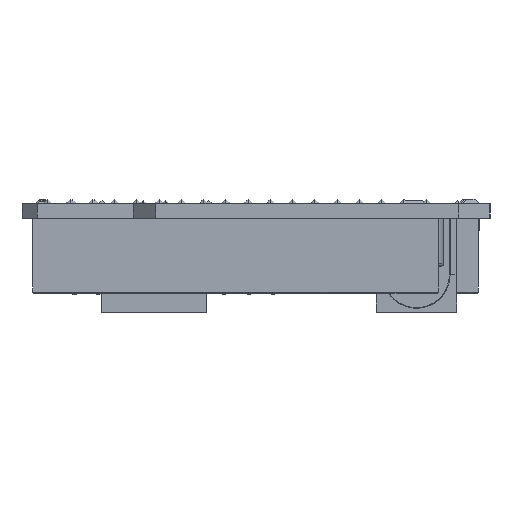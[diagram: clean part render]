
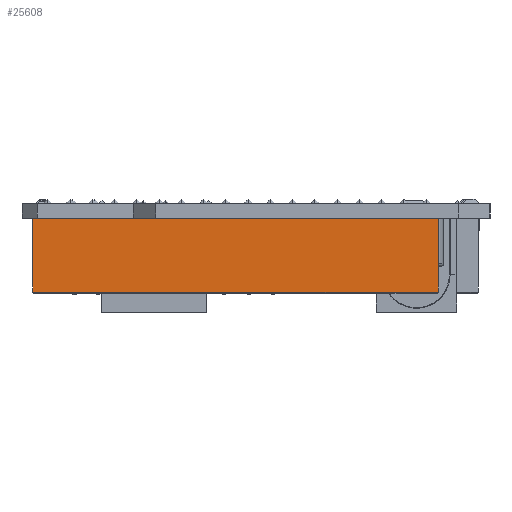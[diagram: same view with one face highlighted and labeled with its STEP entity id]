
A CAD part, left-side view. The second image highlights one B-rep face of the part: STEP entity #25608.
In plain terms, the highlighted planar face has unit normal (-1, 0, 0).
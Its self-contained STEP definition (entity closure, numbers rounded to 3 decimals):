
#2083 = LINE ( 'NONE', #28411, #22516 ) ;
#3925 = ORIENTED_EDGE ( 'NONE', *, *, #30414, .T. ) ;
#4653 = VERTEX_POINT ( 'NONE', #6091 ) ;
#6091 = CARTESIAN_POINT ( 'NONE',  ( -46.736, 25.492, 0. ) ) ;
#6510 = ORIENTED_EDGE ( 'NONE', *, *, #16647, .T. ) ;
#8033 = AXIS2_PLACEMENT_3D ( 'NONE', #24788, #17012, #48084 ) ;
#9249 = DIRECTION ( 'NONE',  ( 0., 0., 1. ) ) ;
#10053 = VERTEX_POINT ( 'NONE', #34980 ) ;
#13014 = PLANE ( 'NONE',  #8033 ) ;
#14023 = VECTOR ( 'NONE', #9249, 1000. ) ;
#14921 = CARTESIAN_POINT ( 'NONE',  ( -46.736, -20.787, -8.433 ) ) ;
#14969 = EDGE_LOOP ( 'NONE', ( #38456, #6510, #3925, #33346 ) ) ;
#16647 = EDGE_CURVE ( 'NONE', #10053, #31556, #34788, .T. ) ;
#17012 = DIRECTION ( 'NONE',  ( 1., 0., 0. ) ) ;
#17995 = DIRECTION ( 'NONE',  ( 0., 1., 0. ) ) ;
#22516 = VECTOR ( 'NONE', #40450, 1000. ) ;
#23957 = VECTOR ( 'NONE', #46552, 1000. ) ;
#24788 = CARTESIAN_POINT ( 'NONE',  ( -46.736, 25.492, -8.56 ) ) ;
#25608 = ADVANCED_FACE ( 'NONE', ( #47092 ), #13014, .F. ) ;
#25917 = EDGE_CURVE ( 'NONE', #10053, #4653, #2083, .T. ) ;
#28296 = LINE ( 'NONE', #43605, #14023 ) ;
#28395 = VECTOR ( 'NONE', #17995, 1000. ) ;
#28411 = CARTESIAN_POINT ( 'NONE',  ( -46.736, 25.492, -8.56 ) ) ;
#30414 = EDGE_CURVE ( 'NONE', #31556, #49382, #28296, .T. ) ;
#30533 = EDGE_CURVE ( 'NONE', #49382, #4653, #36585, .T. ) ;
#31556 = VERTEX_POINT ( 'NONE', #14921 ) ;
#33346 = ORIENTED_EDGE ( 'NONE', *, *, #30533, .T. ) ;
#34788 = LINE ( 'NONE', #43046, #23957 ) ;
#34980 = CARTESIAN_POINT ( 'NONE',  ( -46.736, 25.492, -8.433 ) ) ;
#36585 = LINE ( 'NONE', #44338, #28395 ) ;
#37909 = CARTESIAN_POINT ( 'NONE',  ( -46.736, -20.787, 0. ) ) ;
#38456 = ORIENTED_EDGE ( 'NONE', *, *, #25917, .F. ) ;
#40450 = DIRECTION ( 'NONE',  ( 0., 0., 1. ) ) ;
#43046 = CARTESIAN_POINT ( 'NONE',  ( -46.736, -20.787, -8.433 ) ) ;
#43605 = CARTESIAN_POINT ( 'NONE',  ( -46.736, -20.787, -8.56 ) ) ;
#44338 = CARTESIAN_POINT ( 'NONE',  ( -46.736, 25.492, 0. ) ) ;
#46552 = DIRECTION ( 'NONE',  ( 0., -1., 0. ) ) ;
#47092 = FACE_OUTER_BOUND ( 'NONE', #14969, .T. ) ;
#48084 = DIRECTION ( 'NONE',  ( 0., 1., 0. ) ) ;
#49382 = VERTEX_POINT ( 'NONE', #37909 ) ;
